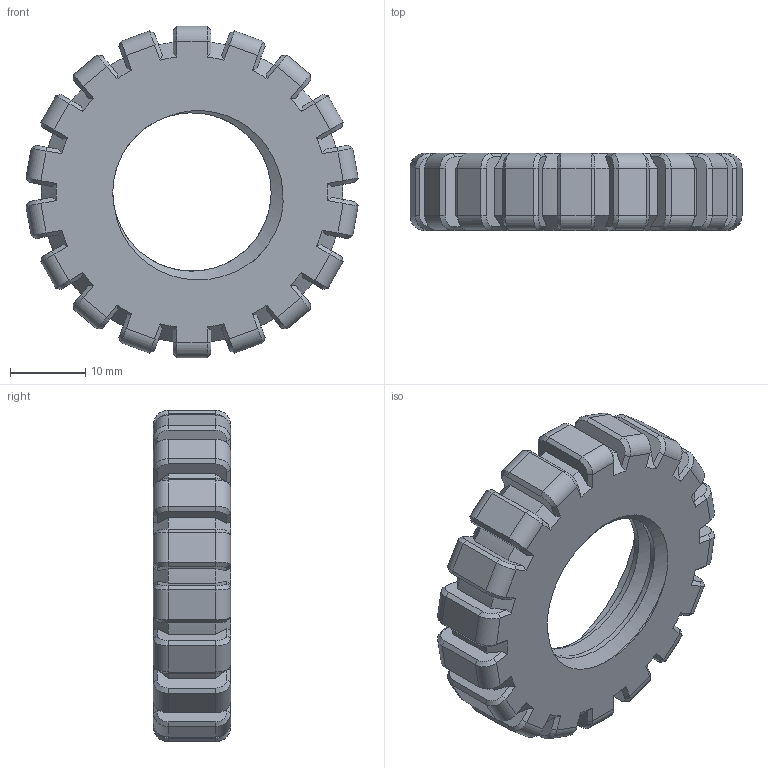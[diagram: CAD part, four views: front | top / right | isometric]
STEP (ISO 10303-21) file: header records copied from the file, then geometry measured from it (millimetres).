
FILE_DESCRIPTION(/* description */ (''),/* implementation_level */ '2;1');
FILE_NAME(/* name */ 'Nut.step',/* time_stamp */ '2025-11-18T16:30:18+01:00',/* author */ (''),/* organization */ (''),/* preprocessor_version */ 'ST-DEVELOPER v20.1',/* originating_system */ 'Autodesk Translation Framework v14.21.0.0',/* authorisation */ '');
FILE_SCHEMA (('AUTOMOTIVE_DESIGN { 1 0 10303 214 3 1 1 }'));
Length unit declared in the file: millimetre
Products named in the file (1): Nut
Bounding box: 44.03 x 10.25 x 44 mm (x, y, z)
Volume: 7799.6 mm3; surface area: 4976.7 mm2
Topology: 1 solids, 1 shells, 336 faces, 855 edges, 522 vertices
Faces by surface type: plane 165, cone 108, cylinder 61, bspline 2
Full cylindrical faces by diameter (mm): 21.002 x1, 24.549 x1, 33.5 x1
Entity records: 10730 total; most frequent: CARTESIAN_POINT 2918, ORIENTED_EDGE 1710, DIRECTION 1589, EDGE_CURVE 855, AXIS2_PLACEMENT_3D 558, VERTEX_POINT 522, LINE 473, VECTOR 473
